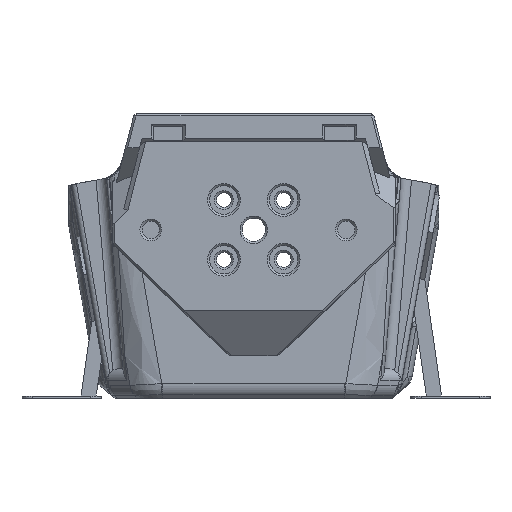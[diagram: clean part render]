
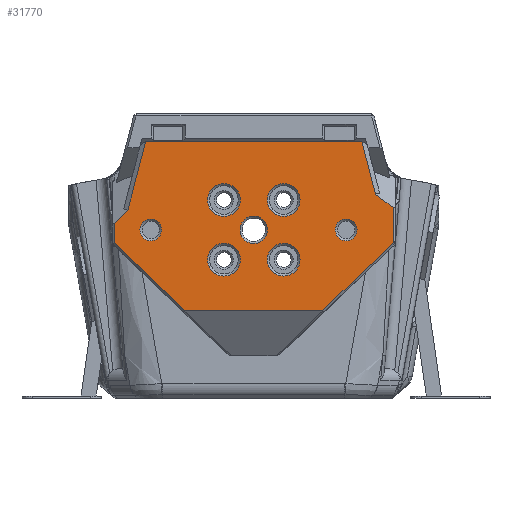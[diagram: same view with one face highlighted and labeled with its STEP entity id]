
A CAD part, front view. The second image highlights one B-rep face of the part: STEP entity #31770.
In plain terms, the highlighted planar face has unit normal (0, -1, 0).
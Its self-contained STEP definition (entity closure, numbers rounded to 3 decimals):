
#2460=CIRCLE('',#34305,2.05);
#2461=CIRCLE('',#34306,2.05);
#2462=CIRCLE('',#34307,2.6);
#2463=CIRCLE('',#34308,3.1);
#2464=CIRCLE('',#34309,3.1);
#2465=CIRCLE('',#34310,3.1);
#2466=CIRCLE('',#34311,3.1);
#8816=ORIENTED_EDGE('',*,*,#15418,.T.);
#8817=ORIENTED_EDGE('',*,*,#15419,.T.);
#8818=ORIENTED_EDGE('',*,*,#12704,.F.);
#8819=ORIENTED_EDGE('',*,*,#15420,.T.);
#8820=ORIENTED_EDGE('',*,*,#15421,.T.);
#8821=ORIENTED_EDGE('',*,*,#15422,.T.);
#8822=ORIENTED_EDGE('',*,*,#15423,.T.);
#8823=ORIENTED_EDGE('',*,*,#15424,.T.);
#8824=ORIENTED_EDGE('',*,*,#15425,.T.);
#8825=ORIENTED_EDGE('',*,*,#15426,.T.);
#8826=ORIENTED_EDGE('',*,*,#12713,.F.);
#8827=ORIENTED_EDGE('',*,*,#15427,.T.);
#8828=ORIENTED_EDGE('',*,*,#15428,.T.);
#8829=ORIENTED_EDGE('',*,*,#15429,.F.);
#8830=ORIENTED_EDGE('',*,*,#15430,.F.);
#8831=ORIENTED_EDGE('',*,*,#15431,.T.);
#8832=ORIENTED_EDGE('',*,*,#15432,.T.);
#12704=EDGE_CURVE('',#17368,#17369,#20295,.T.);
#12713=EDGE_CURVE('',#17377,#17378,#20304,.F.);
#15418=EDGE_CURVE('',#19061,#19061,#2460,.T.);
#15419=EDGE_CURVE('',#19062,#19062,#2461,.T.);
#15420=EDGE_CURVE('',#17368,#19063,#21829,.T.);
#15421=EDGE_CURVE('',#19063,#19064,#21830,.F.);
#15422=EDGE_CURVE('',#19064,#19065,#21831,.T.);
#15423=EDGE_CURVE('',#19065,#19066,#21832,.T.);
#15424=EDGE_CURVE('',#19066,#19067,#21833,.T.);
#15425=EDGE_CURVE('',#19067,#19068,#21834,.T.);
#15426=EDGE_CURVE('',#19068,#17378,#21835,.T.);
#15427=EDGE_CURVE('',#17377,#17369,#21836,.T.);
#15428=EDGE_CURVE('',#19069,#19069,#2462,.F.);
#15429=EDGE_CURVE('',#19070,#19070,#2463,.F.);
#15430=EDGE_CURVE('',#19071,#19071,#2464,.F.);
#15431=EDGE_CURVE('',#19072,#19072,#2465,.F.);
#15432=EDGE_CURVE('',#19073,#19073,#2466,.F.);
#17368=VERTEX_POINT('',#44782);
#17369=VERTEX_POINT('',#44784);
#17377=VERTEX_POINT('',#44801);
#17378=VERTEX_POINT('',#44803);
#19061=VERTEX_POINT('',#56823);
#19062=VERTEX_POINT('',#56825);
#19063=VERTEX_POINT('',#56827);
#19064=VERTEX_POINT('',#56829);
#19065=VERTEX_POINT('',#56831);
#19066=VERTEX_POINT('',#56833);
#19067=VERTEX_POINT('',#56835);
#19068=VERTEX_POINT('',#56837);
#19069=VERTEX_POINT('',#56841);
#19070=VERTEX_POINT('',#56843);
#19071=VERTEX_POINT('',#56845);
#19072=VERTEX_POINT('',#56847);
#19073=VERTEX_POINT('',#56849);
#20295=LINE('',#44783,#23164);
#20304=LINE('',#44802,#23173);
#21829=LINE('',#56826,#24698);
#21830=LINE('',#56828,#24699);
#21831=LINE('',#56830,#24700);
#21832=LINE('',#56832,#24701);
#21833=LINE('',#56834,#24702);
#21834=LINE('',#56836,#24703);
#21835=LINE('',#56838,#24704);
#21836=LINE('',#56839,#24705);
#23164=VECTOR('',#35889,1000.);
#23173=VECTOR('',#35900,1000.);
#24698=VECTOR('',#40359,1000.);
#24699=VECTOR('',#40360,1000.);
#24700=VECTOR('',#40361,1000.);
#24701=VECTOR('',#40362,1000.);
#24702=VECTOR('',#40363,1000.);
#24703=VECTOR('',#40364,1000.);
#24704=VECTOR('',#40365,1000.);
#24705=VECTOR('',#40366,1000.);
#26903=EDGE_LOOP('',(#8816));
#26904=EDGE_LOOP('',(#8817));
#26905=EDGE_LOOP('',(#8818,#8819,#8820,#8821,#8822,#8823,#8824,#8825,#8826,
#8827));
#26906=EDGE_LOOP('',(#8828));
#26907=EDGE_LOOP('',(#8829));
#26908=EDGE_LOOP('',(#8830));
#26909=EDGE_LOOP('',(#8831));
#26910=EDGE_LOOP('',(#8832));
#28852=FACE_BOUND('',#26903,.T.);
#28853=FACE_BOUND('',#26904,.T.);
#28854=FACE_BOUND('',#26905,.T.);
#28855=FACE_BOUND('',#26906,.T.);
#28856=FACE_BOUND('',#26907,.T.);
#28857=FACE_BOUND('',#26908,.T.);
#28858=FACE_BOUND('',#26909,.T.);
#28859=FACE_BOUND('',#26910,.T.);
#30181=PLANE('',#34304);
#31770=ADVANCED_FACE('',(#28852,#28853,#28854,#28855,#28856,#28857,#28858,
#28859),#30181,.T.);
#34304=AXIS2_PLACEMENT_3D('',#56821,#40353,#40354);
#34305=AXIS2_PLACEMENT_3D('',#56822,#40355,#40356);
#34306=AXIS2_PLACEMENT_3D('',#56824,#40357,#40358);
#34307=AXIS2_PLACEMENT_3D('',#56840,#40367,#40368);
#34308=AXIS2_PLACEMENT_3D('',#56842,#40369,#40370);
#34309=AXIS2_PLACEMENT_3D('',#56844,#40371,#40372);
#34310=AXIS2_PLACEMENT_3D('',#56846,#40373,#40374);
#34311=AXIS2_PLACEMENT_3D('',#56848,#40375,#40376);
#35889=DIRECTION('',(1.,0.,0.));
#35900=DIRECTION('',(-0.797,0.,0.604));
#40353=DIRECTION('',(0.,-1.,0.));
#40354=DIRECTION('',(1.,0.,0.));
#40355=DIRECTION('',(0.,1.,0.));
#40356=DIRECTION('',(0.,0.,1.));
#40357=DIRECTION('',(0.,1.,0.));
#40358=DIRECTION('',(0.,0.,1.));
#40359=DIRECTION('',(-0.25,0.,-0.968));
#40360=DIRECTION('',(0.714,0.,0.7));
#40361=DIRECTION('',(0.,0.,-1.));
#40362=DIRECTION('',(0.722,0.,-0.692));
#40363=DIRECTION('',(1.,0.,0.));
#40364=DIRECTION('',(0.722,0.,0.692));
#40365=DIRECTION('',(0.,0.,1.));
#40366=DIRECTION('',(-0.25,0.,0.968));
#40367=DIRECTION('',(0.,-1.,0.));
#40368=DIRECTION('',(0.,0.,-1.));
#40369=DIRECTION('',(0.,1.,0.));
#40370=DIRECTION('',(0.,0.,-1.));
#40371=DIRECTION('',(0.,1.,0.));
#40372=DIRECTION('',(0.,0.,-1.));
#40373=DIRECTION('',(0.,-1.,0.));
#40374=DIRECTION('',(0.,0.,-1.));
#40375=DIRECTION('',(0.,-1.,0.));
#40376=DIRECTION('',(0.,0.,-1.));
#44782=CARTESIAN_POINT('',(-20.456,-30.914,48.625));
#44783=CARTESIAN_POINT('',(-134.803,-30.914,48.625));
#44784=CARTESIAN_POINT('',(20.456,-30.914,48.625));
#44801=CARTESIAN_POINT('',(23.055,-30.914,38.578));
#44802=CARTESIAN_POINT('',(14.843,-30.914,44.803));
#44803=CARTESIAN_POINT('',(26.393,-30.914,36.048));
#56821=CARTESIAN_POINT('',(0.,-30.914,25.221));
#56822=CARTESIAN_POINT('',(17.499,-30.914,31.853));
#56823=CARTESIAN_POINT('',(17.499,-30.914,33.903));
#56824=CARTESIAN_POINT('',(-19.501,-30.914,31.853));
#56825=CARTESIAN_POINT('',(-19.501,-30.914,33.903));
#56826=CARTESIAN_POINT('',(-24.847,-30.914,31.647));
#56827=CARTESIAN_POINT('',(-23.831,-30.914,35.576));
#56828=CARTESIAN_POINT('',(-16.851,-30.914,42.416));
#56829=CARTESIAN_POINT('',(-26.393,-30.914,33.065));
#56830=CARTESIAN_POINT('',(-26.393,-30.914,25.221));
#56831=CARTESIAN_POINT('',(-26.393,-30.914,29.389));
#56832=CARTESIAN_POINT('',(-10.556,-30.914,14.208));
#56833=CARTESIAN_POINT('',(-13.09,-30.914,16.638));
#56834=CARTESIAN_POINT('',(-2.754,-30.914,16.638));
#56835=CARTESIAN_POINT('',(13.09,-30.914,16.638));
#56836=CARTESIAN_POINT('',(10.556,-30.914,14.208));
#56837=CARTESIAN_POINT('',(26.393,-30.914,29.389));
#56838=CARTESIAN_POINT('',(26.393,-30.914,25.221));
#56839=CARTESIAN_POINT('',(24.847,-30.914,31.647));
#56840=CARTESIAN_POINT('',(0.,-30.914,31.85));
#56841=CARTESIAN_POINT('',(0.,-30.914,29.25));
#56842=CARTESIAN_POINT('',(5.657,-30.914,37.507));
#56843=CARTESIAN_POINT('',(5.657,-30.914,34.407));
#56844=CARTESIAN_POINT('',(5.657,-30.914,26.193));
#56845=CARTESIAN_POINT('',(5.657,-30.914,23.093));
#56846=CARTESIAN_POINT('',(-5.657,-30.914,37.507));
#56847=CARTESIAN_POINT('',(-5.657,-30.914,34.407));
#56848=CARTESIAN_POINT('',(-5.657,-30.914,26.193));
#56849=CARTESIAN_POINT('',(-5.657,-30.914,23.093));
